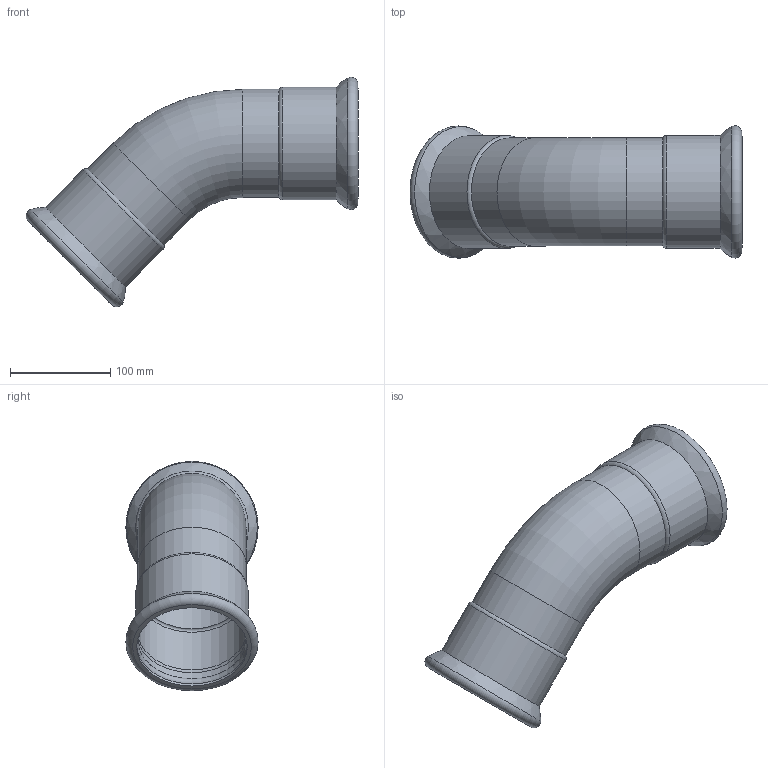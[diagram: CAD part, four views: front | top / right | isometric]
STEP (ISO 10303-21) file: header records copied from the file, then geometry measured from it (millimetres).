
FILE_DESCRIPTION(/* description */ (''),/* implementation_level */ '2;1');
FILE_NAME(/* name */ '381108450_Steelpres.stp',/* time_stamp */ '2022-10-21T13:56:00+02:00',/* author */ ('Vault'),/* organization */ ('Raccorderie metalliche s.p.a.'),/* preprocessor_version */ 'ST-DEVELOPER v18.1',/* originating_system */ 'Autodesk Inventor 2020',/* authorisation */ 'Raccorderie metalliche s.p.a.');
FILE_SCHEMA (('AUTOMOTIVE_DESIGN { 1 0 10303 214 3 1 1 }'));
Length unit declared in the file: millimetre
Products named in the file (1): 381108450_Steelpres
Bounding box: 331.7 x 132.09 x 229.06 mm (x, y, z)
Volume: 330018.7 mm3; surface area: 238051.6 mm2
Topology: 1 solids, 1 shells, 28 faces, 102 edges, 74 vertices
Faces by surface type: cylinder 12, torus 12, bspline 2, cone 2
Full cylindrical faces by diameter (mm): 104 x2, 108 x2, 108.8 x2, 110.7 x4, 112.8 x2
Entity records: 1267 total; most frequent: CARTESIAN_POINT 257, DIRECTION 244, ORIENTED_EDGE 204, AXIS2_PLACEMENT_3D 115, EDGE_CURVE 102, CIRCLE 88, VERTEX_POINT 74, FACE_OUTER_BOUND 28
